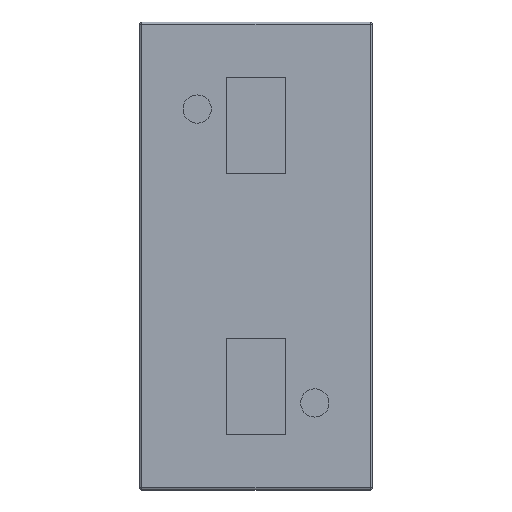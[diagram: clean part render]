
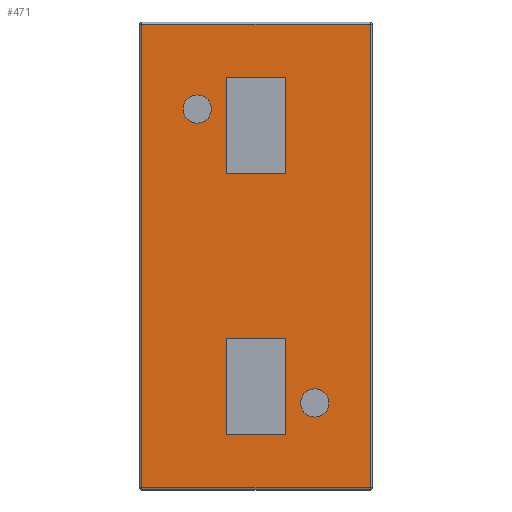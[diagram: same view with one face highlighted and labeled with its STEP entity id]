
A CAD part, front view. The second image highlights one B-rep face of the part: STEP entity #471.
In plain terms, the highlighted planar face has unit normal (0, -1, 0).
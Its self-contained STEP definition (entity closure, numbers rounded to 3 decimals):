
#84=CARTESIAN_POINT('',(-38.0,0.,125.0));
#85=VERTEX_POINT('',#84);
#86=CARTESIAN_POINT('',(-50.0,0.,125.0));
#87=DIRECTION('',(0.0,1.0,0.0));
#88=DIRECTION('',(-1.0,0.0,0.0));
#89=AXIS2_PLACEMENT_3D('',#86,#87,#88);
#90=CIRCLE('',#89,12.);
#91=EDGE_CURVE('',#85,#85,#90,.T.);
#121=CARTESIAN_POINT('',(62.0,0.,-125.0));
#122=VERTEX_POINT('',#121);
#123=CARTESIAN_POINT('',(50.0,0.,-125.0));
#124=DIRECTION('',(0.0,1.0,0.0));
#125=DIRECTION('',(-1.0,0.0,0.0));
#126=AXIS2_PLACEMENT_3D('',#123,#124,#125);
#127=CIRCLE('',#126,12.);
#128=EDGE_CURVE('',#122,#122,#127,.T.);
#147=CARTESIAN_POINT('',(25.5,0.,152.));
#148=VERTEX_POINT('',#147);
#149=CARTESIAN_POINT('',(25.5,0.,70.2));
#150=VERTEX_POINT('',#149);
#151=CARTESIAN_POINT('',(25.5,0.,152.));
#152=DIRECTION('',(0.0,0.0,-1.0));
#153=VECTOR('',#152,81.8);
#154=LINE('',#151,#153);
#155=EDGE_CURVE('',#148,#150,#154,.T.);
#187=CARTESIAN_POINT('',(-25.5,0.,70.2));
#188=VERTEX_POINT('',#187);
#189=CARTESIAN_POINT('',(-25.5,0.,152.));
#190=VERTEX_POINT('',#189);
#191=CARTESIAN_POINT('',(-25.5,0.,70.2));
#192=DIRECTION('',(0.0,0.0,1.0));
#193=VECTOR('',#192,81.8);
#194=LINE('',#191,#193);
#195=EDGE_CURVE('',#188,#190,#194,.T.);
#227=CARTESIAN_POINT('',(25.5,0.,-152.));
#228=VERTEX_POINT('',#227);
#245=CARTESIAN_POINT('',(-25.5,0.,-152.));
#246=VERTEX_POINT('',#245);
#253=CARTESIAN_POINT('',(25.5,0.,-152.));
#254=DIRECTION('',(-1.0,0.0,0.0));
#255=VECTOR('',#254,51.);
#256=LINE('',#253,#255);
#257=EDGE_CURVE('',#228,#246,#256,.T.);
#275=CARTESIAN_POINT('',(-25.5,0.,-70.2));
#276=VERTEX_POINT('',#275);
#283=CARTESIAN_POINT('',(-25.5,0.,-152.));
#284=DIRECTION('',(0.0,0.0,1.0));
#285=VECTOR('',#284,81.8);
#286=LINE('',#283,#285);
#287=EDGE_CURVE('',#246,#276,#286,.T.);
#306=CARTESIAN_POINT('',(25.5,0.,-70.2));
#307=VERTEX_POINT('',#306);
#314=CARTESIAN_POINT('',(-25.5,0.,-70.2));
#315=DIRECTION('',(1.0,0.0,0.0));
#316=VECTOR('',#315,51.);
#317=LINE('',#314,#316);
#318=EDGE_CURVE('',#276,#307,#317,.T.);
#329=CARTESIAN_POINT('',(25.5,0.,-70.2));
#330=DIRECTION('',(0.0,0.0,-1.0));
#331=VECTOR('',#330,81.8);
#332=LINE('',#329,#331);
#333=EDGE_CURVE('',#307,#228,#332,.T.);
#364=CARTESIAN_POINT('',(-25.5,0.,152.));
#365=DIRECTION('',(1.0,0.0,0.0));
#366=VECTOR('',#365,51.);
#367=LINE('',#364,#366);
#368=EDGE_CURVE('',#190,#148,#367,.T.);
#392=CARTESIAN_POINT('',(25.5,0.,70.2));
#393=DIRECTION('',(-1.0,0.0,0.0));
#394=VECTOR('',#393,51.);
#395=LINE('',#392,#394);
#396=EDGE_CURVE('',#150,#188,#395,.T.);
#414=CARTESIAN_POINT('',(99.0,0.,0.0));
#415=DIRECTION('',(0.0,-1.0,0.0));
#416=DIRECTION('',(0.0,0.0,-1.0));
#417=AXIS2_PLACEMENT_3D('',#414,#415,#416);
#418=PLANE('',#417);
#419=CARTESIAN_POINT('',(-97.,0.,197.));
#420=VERTEX_POINT('',#419);
#421=CARTESIAN_POINT('',(97.,0.,197.));
#422=VERTEX_POINT('',#421);
#423=CARTESIAN_POINT('',(-97.,0.,197.));
#424=DIRECTION('',(1.0,0.0,0.0));
#425=VECTOR('',#424,194.);
#426=LINE('',#423,#425);
#427=EDGE_CURVE('',#420,#422,#426,.T.);
#428=ORIENTED_EDGE('',*,*,#427,.F.);
#429=CARTESIAN_POINT('',(-97.,0.,-197.));
#430=VERTEX_POINT('',#429);
#431=CARTESIAN_POINT('',(-97.,0.,-197.));
#432=DIRECTION('',(0.0,0.0,1.0));
#433=VECTOR('',#432,394.);
#434=LINE('',#431,#433);
#435=EDGE_CURVE('',#430,#420,#434,.T.);
#436=ORIENTED_EDGE('',*,*,#435,.F.);
#437=CARTESIAN_POINT('',(97.,0.,-197.));
#438=VERTEX_POINT('',#437);
#439=CARTESIAN_POINT('',(97.0,0.,-197.));
#440=DIRECTION('',(-1.0,0.0,0.0));
#441=VECTOR('',#440,194.);
#442=LINE('',#439,#441);
#443=EDGE_CURVE('',#438,#430,#442,.T.);
#444=ORIENTED_EDGE('',*,*,#443,.F.);
#445=CARTESIAN_POINT('',(97.,0.,197.));
#446=DIRECTION('',(0.0,0.0,-1.0));
#447=VECTOR('',#446,394.);
#448=LINE('',#445,#447);
#449=EDGE_CURVE('',#422,#438,#448,.T.);
#450=ORIENTED_EDGE('',*,*,#449,.F.);
#451=EDGE_LOOP('',(#428,#436,#444,#450));
#452=FACE_OUTER_BOUND('',#451,.T.);
#453=ORIENTED_EDGE('',*,*,#91,.T.);
#454=EDGE_LOOP('',(#453));
#455=FACE_BOUND('',#454,.T.);
#456=ORIENTED_EDGE('',*,*,#128,.T.);
#457=EDGE_LOOP('',(#456));
#458=FACE_BOUND('',#457,.T.);
#459=ORIENTED_EDGE('',*,*,#155,.T.);
#460=ORIENTED_EDGE('',*,*,#396,.T.);
#461=ORIENTED_EDGE('',*,*,#195,.T.);
#462=ORIENTED_EDGE('',*,*,#368,.T.);
#463=EDGE_LOOP('',(#459,#460,#461,#462));
#464=FACE_BOUND('',#463,.T.);
#465=ORIENTED_EDGE('',*,*,#333,.T.);
#466=ORIENTED_EDGE('',*,*,#257,.T.);
#467=ORIENTED_EDGE('',*,*,#287,.T.);
#468=ORIENTED_EDGE('',*,*,#318,.T.);
#469=EDGE_LOOP('',(#465,#466,#467,#468));
#470=FACE_BOUND('',#469,.T.);
#471=ADVANCED_FACE('',(#452,#455,#458,#464,#470),#418,.T.);
